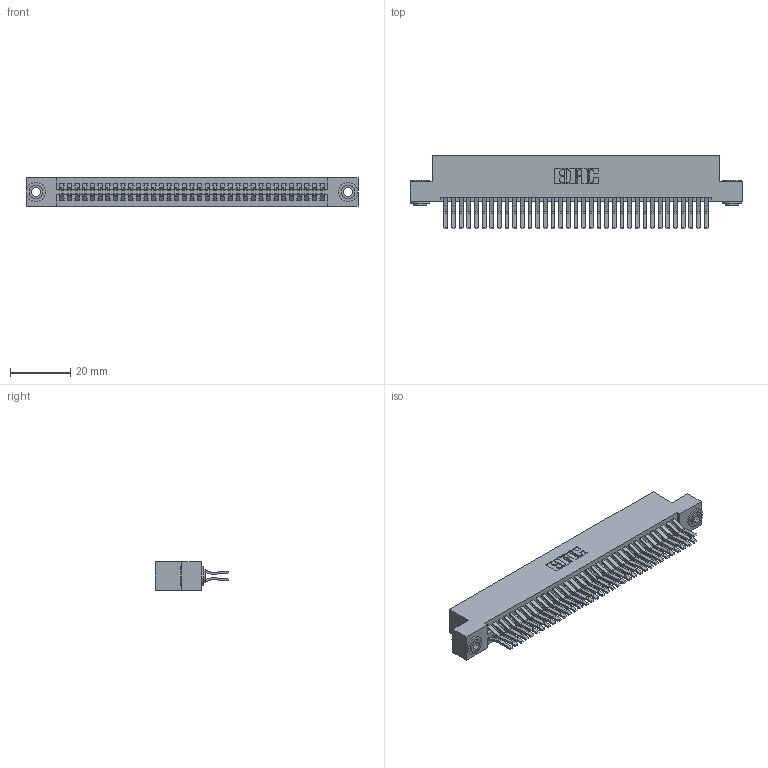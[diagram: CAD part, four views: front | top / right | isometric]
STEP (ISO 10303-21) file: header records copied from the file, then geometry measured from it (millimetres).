
FILE_DESCRIPTION (( 'STEP AP203' ), '1' );
FILE_NAME ('395-070-560-203.STEP', '2019-10-24T11:22:33', ( '' ), ( '' ), 'SwSTEP 2.0', 'SolidWorks 2016', '' );
FILE_SCHEMA (( 'CONFIG_CONTROL_DESIGN' ));
Length unit declared in the file: inch
Products named in the file (4): 345-292-001_560 Tail; 345-250-002_345-250-002-102; 395-070-560-203; 345 Part_Flush Mounting Lugs - 0.156 Dia-TH
Assembly tree (73 placements, depth 2):
  395-070-560-203
    345 Part_Flush Mounting Lugs - 0.156 Dia-TH
    345-292-001_560 Tail  x70
    345-250-002_345-250-002-102  x2
Bounding box: 110.11 x 24.45 x 9.4 mm (x, y, z)
Volume: 11109.3 mm3; surface area: 17670.8 mm2
Topology: 73 solids, 73 shells, 3804 faces, 11267 edges, 7414 vertices
Faces by surface type: plane 2400, cylinder 1396, cone 8
Entity records: 29142 total; most frequent: CARTESIAN_POINT 4867, ORIENTED_EDGE 4794, DIRECTION 4335, EDGE_CURVE 2397, VECTOR 2097, LINE 2097, VERTEX_POINT 1594, AXIS2_PLACEMENT_3D 1119
